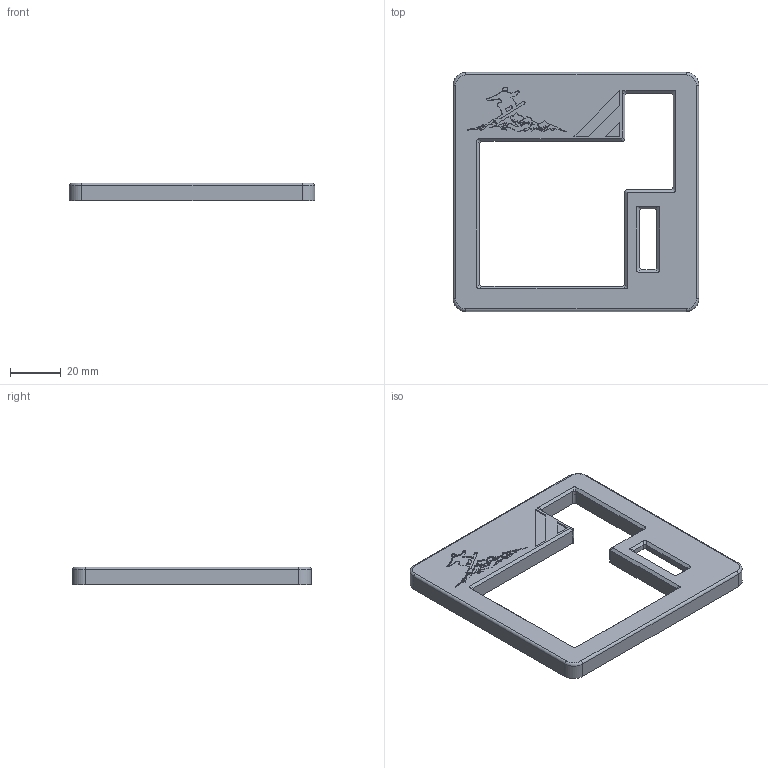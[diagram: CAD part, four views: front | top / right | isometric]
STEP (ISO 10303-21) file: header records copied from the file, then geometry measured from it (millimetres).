
FILE_DESCRIPTION(/* description */ (''),/* implementation_level */ '2;1');
FILE_NAME(/* name */ 'Lid.step',/* time_stamp */ '2025-07-30T23:06:08-06:00',/* author */ (''),/* organization */ (''),/* preprocessor_version */ 'ST-DEVELOPER v20.1',/* originating_system */ 'Autodesk Translation Framework v14.10.0.0',/* authorisation */ '');
FILE_SCHEMA (('AUTOMOTIVE_DESIGN { 1 0 10303 214 3 1 1 }'));
Length unit declared in the file: millimetre
Products named in the file (1): Lid
Bounding box: 96.72 x 94.23 x 7 mm (x, y, z)
Volume: 30969 mm3; surface area: 15336.2 mm2
Topology: 1 solids, 1 shells, 470 faces, 1342 edges, 892 vertices
Faces by surface type: bspline 342, plane 85, cylinder 39, torus 4
Full cylindrical faces by diameter (mm): 4.7 x5
Entity records: 16213 total; most frequent: CARTESIAN_POINT 7203, ORIENTED_EDGE 2684, EDGE_CURVE 1342, DIRECTION 996, VERTEX_POINT 892, LINE 546, VECTOR 546, EDGE_LOOP 492
